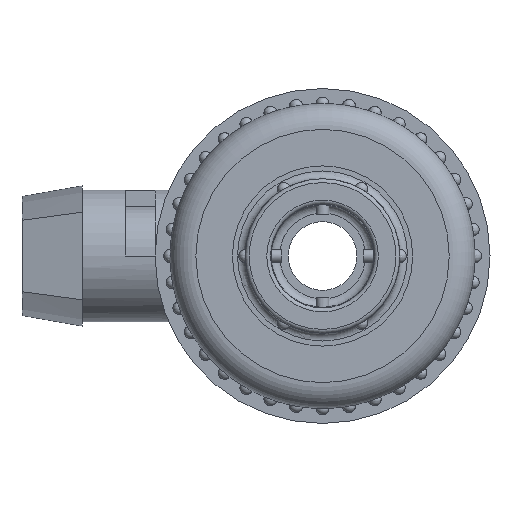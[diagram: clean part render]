
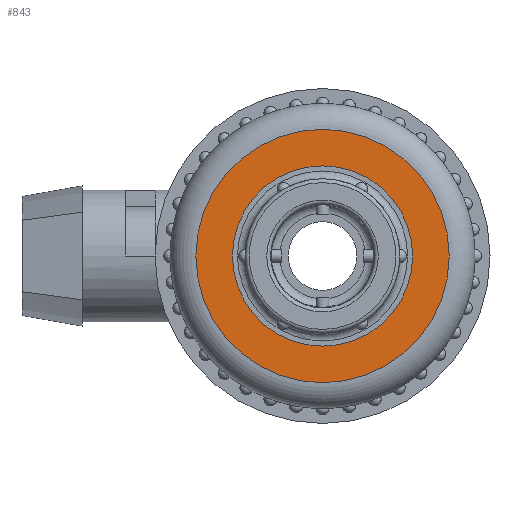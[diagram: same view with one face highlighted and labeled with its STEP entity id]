
A CAD part, left-side view. The second image highlights one B-rep face of the part: STEP entity #843.
In plain terms, the highlighted planar face has unit normal (-1, 0, 0).
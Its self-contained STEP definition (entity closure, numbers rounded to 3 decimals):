
#843 = ADVANCED_FACE( '', ( #1804, #1805 ), #1806, .T. );
#1804 = FACE_BOUND( '', #2869, .T. );
#1805 = FACE_OUTER_BOUND( '', #2870, .T. );
#1806 = PLANE( '', #2871 );
#2869 = EDGE_LOOP( '', ( #5401 ) );
#2870 = EDGE_LOOP( '', ( #5402 ) );
#2871 = AXIS2_PLACEMENT_3D( '', #5403, #5404, #5405 );
#5401 = ORIENTED_EDGE( '', *, *, #6952, .T. );
#5402 = ORIENTED_EDGE( '', *, *, #7406, .F. );
#5403 = CARTESIAN_POINT( '', ( -26., 14.75, 0. ) );
#5404 = DIRECTION( '', ( -1., 0., 0. ) );
#5405 = DIRECTION( '', ( 0., 0., 1. ) );
#6952 = EDGE_CURVE( '', #8619, #8619, #8620, .T. );
#7406 = EDGE_CURVE( '', #9250, #9250, #9251, .T. );
#8619 = VERTEX_POINT( '', #11471 );
#8620 = CIRCLE( '', #11472, 10.5 );
#9250 = VERTEX_POINT( '', #12842 );
#9251 = CIRCLE( '', #12843, 14.75 );
#11471 = CARTESIAN_POINT( '', ( -26., 0., -10.5 ) );
#11472 = AXIS2_PLACEMENT_3D( '', #14043, #14044, #14045 );
#12842 = CARTESIAN_POINT( '', ( -26., 0., -14.75 ) );
#12843 = AXIS2_PLACEMENT_3D( '', #14524, #14525, #14526 );
#14043 = CARTESIAN_POINT( '', ( -26., 0., 0. ) );
#14044 = DIRECTION( '', ( 1., 0., 0. ) );
#14045 = DIRECTION( '', ( 0., 0., -1. ) );
#14524 = CARTESIAN_POINT( '', ( -26., 0., 0. ) );
#14525 = DIRECTION( '', ( 1., 0., 0. ) );
#14526 = DIRECTION( '', ( 0., 0., -1. ) );
